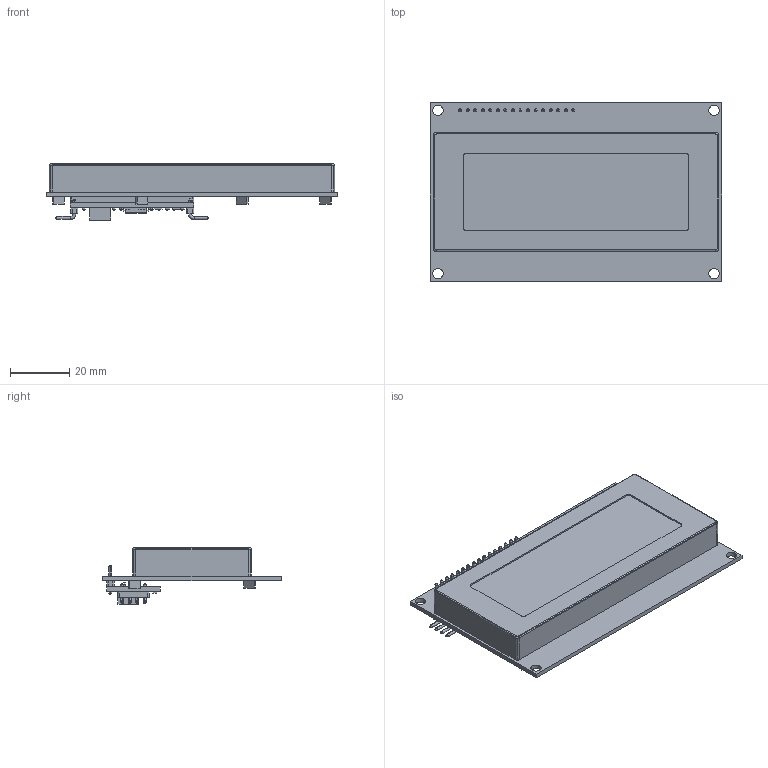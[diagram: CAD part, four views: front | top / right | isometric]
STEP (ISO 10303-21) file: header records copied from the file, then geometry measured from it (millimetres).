
FILE_DESCRIPTION (( 'STEP AP214' ), '1' );
FILE_NAME ('Lcd i2c.STEP', '2022-05-13T10:03:01', ( '' ), ( '' ), 'SwSTEP 2.0', 'SolidWorks 2018', '' );
FILE_SCHEMA (( 'AUTOMOTIVE_DESIGN' ));
Length unit declared in the file: millimetre
Products named in the file (6): 4 way header curved; Assem1; 2 way header curved; Lcd i2c; I2C LCD Adapter PCF8574; 20x4 LCD
Assembly tree (5 placements, depth 3):
  Lcd i2c
    20x4 LCD
    Assem1
      I2C LCD Adapter PCF8574
      2 way header curved
      4 way header curved
Bounding box: 98 x 60 x 18.95 mm (x, y, z)
Volume: 46249 mm3; surface area: 25968.7 mm2
Topology: 17 solids, 17 shells, 1179 faces, 2989 edges, 1954 vertices
Faces by surface type: plane 658, cylinder 280, bspline 165, cone 76
Entity records: 53704 total; most frequent: CARTESIAN_POINT 19224, ORIENTED_EDGE 5978, DIRECTION 5319, EDGE_CURVE 2989, LINE 1965, VECTOR 1965, VERTEX_POINT 1954, AXIS2_PLACEMENT_3D 1677
